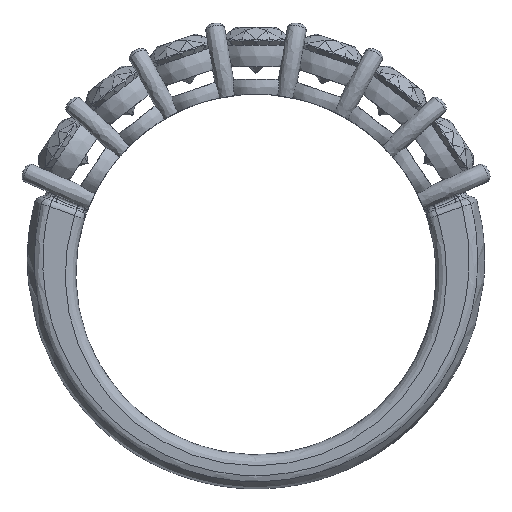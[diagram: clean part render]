
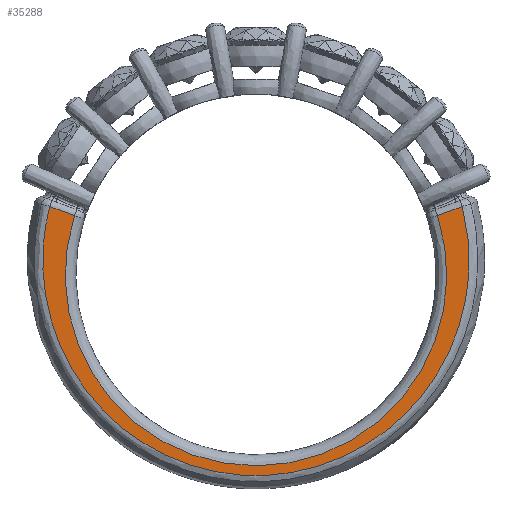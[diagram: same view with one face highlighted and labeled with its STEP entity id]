
A CAD part, front view. The second image highlights one B-rep face of the part: STEP entity #35288.
In plain terms, the highlighted planar face has unit normal (0, -0.999, -0.035).
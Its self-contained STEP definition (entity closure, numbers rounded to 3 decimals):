
#34548 = VERTEX_POINT('',#34549);
#34549 = CARTESIAN_POINT('',(8.553,-1.216,
    2.783));
#34605 = EDGE_CURVE('',#34548,#34606,#34608,.T.);
#34606 = VERTEX_POINT('',#34607);
#34607 = CARTESIAN_POINT('',(9.725,-1.231,3.21
    ));
#34608 = LINE('',#34609,#34610);
#34609 = CARTESIAN_POINT('',(3.584,-1.153,
    0.975));
#34610 = VECTOR('',#34611,1.);
#34611 = DIRECTION('',(0.94,-0.012,0.342
    ));
#35216 = VERTEX_POINT('',#35217);
#35217 = CARTESIAN_POINT('',(-9.725,-1.231,
    3.21));
#35224 = EDGE_CURVE('',#34606,#35216,#35225,.T.);
#35225 = B_SPLINE_CURVE_WITH_KNOTS('',3,(#35226,#35227,#35228,#35229,
    #35230,#35231,#35232,#35233,#35234,#35235,#35236,#35237),
  .UNSPECIFIED.,.F.,.F.,(4,1,1,1,2,1,1,1,4),(-3.721,
    -3.353,-2.984,-2.615,-1.877,
    -1.139,-0.77,-0.401,-0.033)
  ,.UNSPECIFIED.);
#35226 = CARTESIAN_POINT('',(9.725,-1.231,
    3.21));
#35227 = CARTESIAN_POINT('',(10.036,-1.189,
    2.025));
#35228 = CARTESIAN_POINT('',(10.221,-1.102,
    -0.466));
#35229 = CARTESIAN_POINT('',(9.152,-0.977,
    -4.05));
#35230 = CARTESIAN_POINT('',(6.125,-0.838,
    -8.042));
#35231 = CARTESIAN_POINT('',(2.466,-0.787,
    -9.483));
#35232 = CARTESIAN_POINT('',(-2.466,-0.787,
    -9.483));
#35233 = CARTESIAN_POINT('',(-6.125,-0.838,
    -8.042));
#35234 = CARTESIAN_POINT('',(-9.152,-0.977,
    -4.05));
#35235 = CARTESIAN_POINT('',(-10.221,-1.102,
    -0.466));
#35236 = CARTESIAN_POINT('',(-10.036,-1.189,
    2.025));
#35237 = CARTESIAN_POINT('',(-9.725,-1.231,
    3.21));
#35288 = ADVANCED_FACE('',(#35289),#35308,.F.);
#35289 = FACE_BOUND('',#35290,.T.);
#35290 = EDGE_LOOP('',(#35291,#35292,#35301,#35307));
#35291 = ORIENTED_EDGE('',*,*,#34605,.F.);
#35292 = ORIENTED_EDGE('',*,*,#35293,.F.);
#35293 = EDGE_CURVE('',#35294,#34548,#35296,.T.);
#35294 = VERTEX_POINT('',#35295);
#35295 = CARTESIAN_POINT('',(-8.553,-1.216,
    2.783));
#35296 = ELLIPSE('',#35297,9.005,9.);
#35297 = AXIS2_PLACEMENT_3D('',#35298,#35299,#35300);
#35298 = CARTESIAN_POINT('',(0.,-1.118,
    -0.017));
#35299 = DIRECTION('',(0.,-0.999,
    -0.035));
#35300 = DIRECTION('',(0.,0.035,
    -0.999));
#35301 = ORIENTED_EDGE('',*,*,#35302,.F.);
#35302 = EDGE_CURVE('',#35216,#35294,#35303,.T.);
#35303 = LINE('',#35304,#35305);
#35304 = CARTESIAN_POINT('',(-4.758,-1.168,
    1.402));
#35305 = VECTOR('',#35306,1.);
#35306 = DIRECTION('',(0.94,0.012,-0.342
    ));
#35307 = ORIENTED_EDGE('',*,*,#35224,.F.);
#35308 = PLANE('',#35309);
#35309 = AXIS2_PLACEMENT_3D('',#35310,#35311,#35312);
#35310 = CARTESIAN_POINT('',(0.,-1.008,
    -3.165));
#35311 = DIRECTION('',(0.,0.999,
    0.035));
#35312 = DIRECTION('',(1.,0.,0.));
